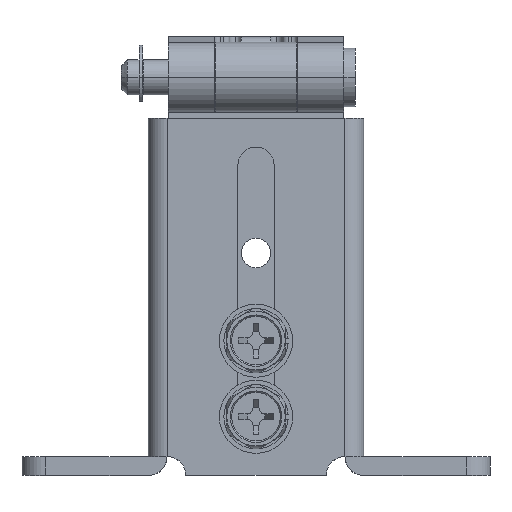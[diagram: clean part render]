
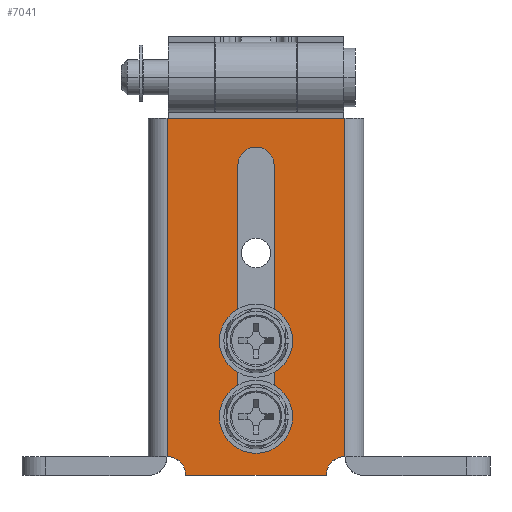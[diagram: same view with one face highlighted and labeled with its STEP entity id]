
A CAD part, top view. The second image highlights one B-rep face of the part: STEP entity #7041.
In plain terms, the highlighted planar face has unit normal (0, 0, 1).
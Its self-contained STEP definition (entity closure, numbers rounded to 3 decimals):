
#108 = CARTESIAN_POINT ( 'NONE',  ( 18.4, 0., 15. ) ) ;
#275 = VERTEX_POINT ( 'NONE', #1625 ) ;
#284 = CARTESIAN_POINT ( 'NONE',  ( 3.1, 53., 15. ) ) ;
#464 = FACE_OUTER_BOUND ( 'NONE', #4342, .T. ) ;
#513 = CIRCLE ( 'NONE', #5497, 3.1 ) ;
#669 = AXIS2_PLACEMENT_3D ( 'NONE', #6226, #5431, #4621 ) ;
#709 = CARTESIAN_POINT ( 'NONE',  ( 15.2, 61., 15. ) ) ;
#893 = LINE ( 'NONE', #108, #2076 ) ;
#894 = DIRECTION ( 'NONE',  ( -1., 0., 0. ) ) ;
#936 = ORIENTED_EDGE ( 'NONE', *, *, #3131, .F. ) ;
#956 = AXIS2_PLACEMENT_3D ( 'NONE', #6277, #5487, #4678 ) ;
#966 = EDGE_CURVE ( 'NONE', #3668, #4099, #1470, .T. ) ;
#1102 = LINE ( 'NONE', #284, #1580 ) ;
#1229 = CARTESIAN_POINT ( 'NONE',  ( 3.1, 53., 15. ) ) ;
#1369 = ORIENTED_EDGE ( 'NONE', *, *, #4946, .F. ) ;
#1391 = VECTOR ( 'NONE', #1783, 1000. ) ;
#1470 = LINE ( 'NONE', #709, #3969 ) ;
#1569 = VECTOR ( 'NONE', #4932, 1000. ) ;
#1580 = VECTOR ( 'NONE', #7292, 1000. ) ;
#1625 = CARTESIAN_POINT ( 'NONE',  ( 3.1, 10., 15. ) ) ;
#1689 = DIRECTION ( 'NONE',  ( 0., 0., 1. ) ) ;
#1766 = CIRCLE ( 'NONE', #956, 3.2 ) ;
#1783 = DIRECTION ( 'NONE',  ( 0., -1., 0. ) ) ;
#1956 = LINE ( 'NONE', #2558, #1391 ) ;
#2076 = VECTOR ( 'NONE', #7104, 1000. ) ;
#2102 = CARTESIAN_POINT ( 'NONE',  ( -3.1, 10., 15. ) ) ;
#2138 = VERTEX_POINT ( 'NONE', #4773 ) ;
#2191 = CIRCLE ( 'NONE', #7000, 3.1 ) ;
#2292 = ORIENTED_EDGE ( 'NONE', *, *, #966, .T. ) ;
#2303 = DIRECTION ( 'NONE',  ( -1., 0., 0. ) ) ;
#2473 = CARTESIAN_POINT ( 'NONE',  ( -15.2, 0., 15. ) ) ;
#2481 = VERTEX_POINT ( 'NONE', #2102 ) ;
#2500 = ORIENTED_EDGE ( 'NONE', *, *, #7221, .F. ) ;
#2558 = CARTESIAN_POINT ( 'NONE',  ( -15.2, 3.2, 15. ) ) ;
#2963 = DIRECTION ( 'NONE',  ( 1., 0., 0. ) ) ;
#3036 = ORIENTED_EDGE ( 'NONE', *, *, #6952, .T. ) ;
#3089 = CARTESIAN_POINT ( 'NONE',  ( 18.4, 61., 15. ) ) ;
#3131 = EDGE_CURVE ( 'NONE', #2481, #275, #2191, .T. ) ;
#3354 = DIRECTION ( 'NONE',  ( 1., 0., 0. ) ) ;
#3668 = VERTEX_POINT ( 'NONE', #7278 ) ;
#3740 = DIRECTION ( 'NONE',  ( 0., 0., 1. ) ) ;
#3774 = VECTOR ( 'NONE', #2303, 1000. ) ;
#3815 = EDGE_CURVE ( 'NONE', #7328, #2481, #6566, .T. ) ;
#3925 = EDGE_LOOP ( 'NONE', ( #5263, #1369, #4813, #936 ) ) ;
#3969 = VECTOR ( 'NONE', #7691, 1000. ) ;
#4099 = VERTEX_POINT ( 'NONE', #7136 ) ;
#4162 = DIRECTION ( 'NONE',  ( 0., 0., 1. ) ) ;
#4245 = AXIS2_PLACEMENT_3D ( 'NONE', #2473, #1689, #894 ) ;
#4257 = VERTEX_POINT ( 'NONE', #5113 ) ;
#4342 = EDGE_LOOP ( 'NONE', ( #7205, #2292, #6111, #3036, #2500, #7206 ) ) ;
#4621 = DIRECTION ( 'NONE',  ( 0., 1., 0. ) ) ;
#4626 = CARTESIAN_POINT ( 'NONE',  ( -15.2, 3.2, 15. ) ) ;
#4678 = DIRECTION ( 'NONE',  ( 1., 0., 0. ) ) ;
#4773 = CARTESIAN_POINT ( 'NONE',  ( 12., 0., 15. ) ) ;
#4813 = ORIENTED_EDGE ( 'NONE', *, *, #5155, .F. ) ;
#4932 = DIRECTION ( 'NONE',  ( 0., -1., 0. ) ) ;
#4945 = CARTESIAN_POINT ( 'NONE',  ( 0., 10., 15. ) ) ;
#4946 = EDGE_CURVE ( 'NONE', #6997, #7328, #513, .T. ) ;
#5106 = VERTEX_POINT ( 'NONE', #4626 ) ;
#5113 = CARTESIAN_POINT ( 'NONE',  ( -12., 0., 15. ) ) ;
#5155 = EDGE_CURVE ( 'NONE', #275, #6997, #1102, .T. ) ;
#5188 = EDGE_CURVE ( 'NONE', #4099, #6098, #6276, .T. ) ;
#5263 = ORIENTED_EDGE ( 'NONE', *, *, #3815, .F. ) ;
#5351 = CARTESIAN_POINT ( 'NONE',  ( 0., 53., 15. ) ) ;
#5431 = DIRECTION ( 'NONE',  ( 0., 0., -1. ) ) ;
#5487 = DIRECTION ( 'NONE',  ( 0., 0., 1. ) ) ;
#5497 = AXIS2_PLACEMENT_3D ( 'NONE', #5351, #3740, #2963 ) ;
#5577 = CARTESIAN_POINT ( 'NONE',  ( -15.2, 61., 15. ) ) ;
#5688 = EDGE_CURVE ( 'NONE', #2138, #4257, #893, .T. ) ;
#5745 = CARTESIAN_POINT ( 'NONE',  ( -3.1, 53., 15. ) ) ;
#6095 = CARTESIAN_POINT ( 'NONE',  ( -3.1, 53., 15. ) ) ;
#6098 = VERTEX_POINT ( 'NONE', #5577 ) ;
#6111 = ORIENTED_EDGE ( 'NONE', *, *, #5188, .T. ) ;
#6226 = CARTESIAN_POINT ( 'NONE',  ( 18.4, 61., 15. ) ) ;
#6276 = LINE ( 'NONE', #3089, #3774 ) ;
#6277 = CARTESIAN_POINT ( 'NONE',  ( 15.2, 0., 15. ) ) ;
#6566 = LINE ( 'NONE', #5745, #1569 ) ;
#6634 = FACE_BOUND ( 'NONE', #3925, .T. ) ;
#6810 = EDGE_CURVE ( 'NONE', #3668, #2138, #1766, .T. ) ;
#6952 = EDGE_CURVE ( 'NONE', #6098, #5106, #1956, .T. ) ;
#6997 = VERTEX_POINT ( 'NONE', #1229 ) ;
#7000 = AXIS2_PLACEMENT_3D ( 'NONE', #4945, #4162, #3354 ) ;
#7041 = ADVANCED_FACE ( 'NONE', ( #6634, #464 ), #7241, .F. ) ;
#7104 = DIRECTION ( 'NONE',  ( -1., 0., 0. ) ) ;
#7136 = CARTESIAN_POINT ( 'NONE',  ( 15.2, 61., 15. ) ) ;
#7195 = CIRCLE ( 'NONE', #4245, 3.2 ) ;
#7205 = ORIENTED_EDGE ( 'NONE', *, *, #6810, .F. ) ;
#7206 = ORIENTED_EDGE ( 'NONE', *, *, #5688, .F. ) ;
#7221 = EDGE_CURVE ( 'NONE', #4257, #5106, #7195, .T. ) ;
#7241 = PLANE ( 'NONE',  #669 ) ;
#7278 = CARTESIAN_POINT ( 'NONE',  ( 15.2, 3.2, 15. ) ) ;
#7292 = DIRECTION ( 'NONE',  ( 0., 1., 0. ) ) ;
#7328 = VERTEX_POINT ( 'NONE', #6095 ) ;
#7691 = DIRECTION ( 'NONE',  ( 0., 1., 0. ) ) ;
